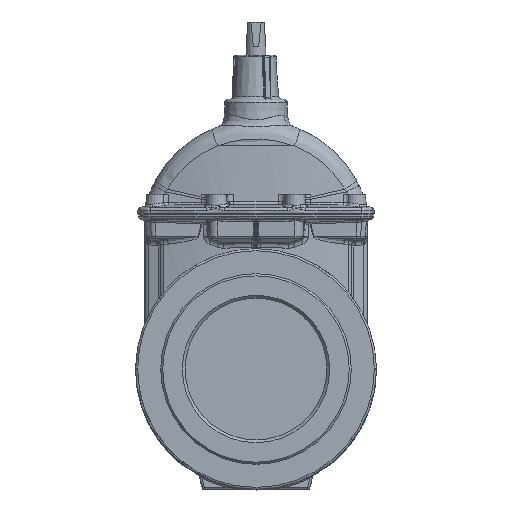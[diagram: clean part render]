
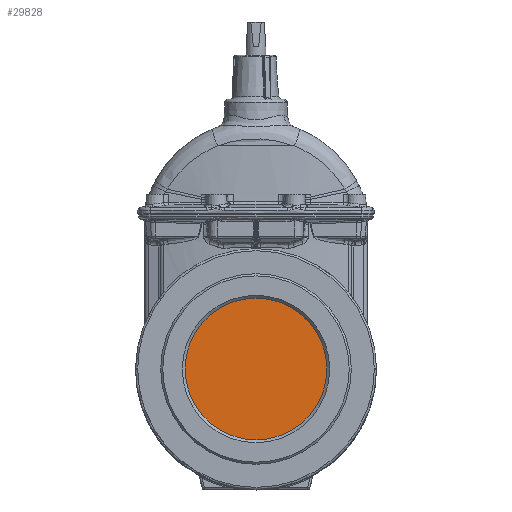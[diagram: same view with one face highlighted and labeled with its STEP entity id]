
A CAD part, top view. The second image highlights one B-rep face of the part: STEP entity #29828.
In plain terms, the highlighted planar face has unit normal (0, 0, 1).
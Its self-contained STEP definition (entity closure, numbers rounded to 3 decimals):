
#2194 = CIRCLE ( 'NONE', #41693, 100. ) ;
#4849 = VERTEX_POINT ( 'NONE', #14781 ) ;
#9016 = EDGE_LOOP ( 'NONE', ( #28159 ) ) ;
#12566 = CARTESIAN_POINT ( 'NONE',  ( 0., 0., 196. ) ) ;
#12567 = DIRECTION ( 'NONE',  ( 0., 0., 1. ) ) ;
#12568 = DIRECTION ( 'NONE',  ( 1., 0., 0. ) ) ;
#14781 = CARTESIAN_POINT ( 'NONE',  ( 100., 0., 196. ) ) ;
#19103 = CARTESIAN_POINT ( 'NONE',  ( 0., 0., 196. ) ) ;
#19104 = PLANE ( 'NONE',  #27726 ) ;
#19117 = DIRECTION ( 'NONE',  ( 0., 0., 1. ) ) ;
#19118 = DIRECTION ( 'NONE',  ( 1., 0., 0. ) ) ;
#20186 = EDGE_CURVE ( 'NONE', #4849, #4849, #2194, .T. ) ;
#27726 = AXIS2_PLACEMENT_3D ( 'NONE', #19103, #19117, #19118 ) ;
#28159 = ORIENTED_EDGE ( 'NONE', *, *, #20186, .T. ) ;
#29828 = ADVANCED_FACE ( 'NONE', ( #42986 ), #19104, .T. ) ;
#41693 = AXIS2_PLACEMENT_3D ( 'NONE', #12566, #12567, #12568 ) ;
#42986 = FACE_OUTER_BOUND ( 'NONE', #9016, .T. ) ;
